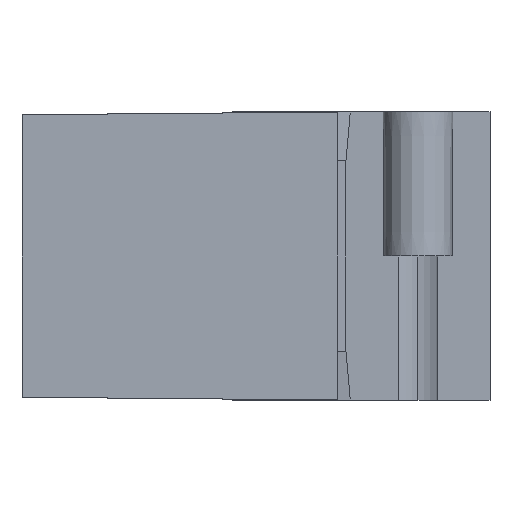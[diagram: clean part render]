
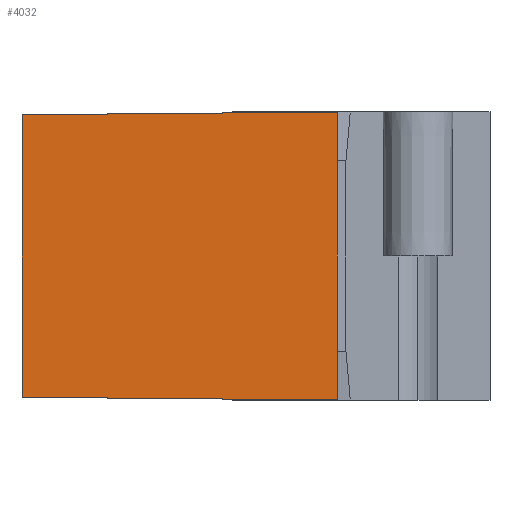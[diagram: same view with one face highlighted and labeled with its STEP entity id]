
A CAD part, left-side view. The second image highlights one B-rep face of the part: STEP entity #4032.
In plain terms, the highlighted face is planar.
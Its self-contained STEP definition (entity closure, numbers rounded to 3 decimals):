
#190 = CARTESIAN_POINT ( 'NONE',  ( 13.85, 0., 8. ) ) ;
#528 = DIRECTION ( 'NONE',  ( 0., 0., -1. ) ) ;
#897 = VERTEX_POINT ( 'NONE', #6859 ) ;
#898 = LINE ( 'NONE', #6024, #3528 ) ;
#1016 = VERTEX_POINT ( 'NONE', #190 ) ;
#1059 = VERTEX_POINT ( 'NONE', #4553 ) ;
#1166 = DIRECTION ( 'NONE',  ( -0.009, 1., 0. ) ) ;
#1283 = ORIENTED_EDGE ( 'NONE', *, *, #6001, .T. ) ;
#1533 = LINE ( 'NONE', #5485, #4929 ) ;
#1769 = FACE_OUTER_BOUND ( 'NONE', #2589, .T. ) ;
#1848 = EDGE_CURVE ( 'NONE', #1059, #897, #7343, .T. ) ;
#1902 = CARTESIAN_POINT ( 'NONE',  ( 13.85, 0., 8. ) ) ;
#2171 = CARTESIAN_POINT ( 'NONE',  ( 13.697, 17.5, 0. ) ) ;
#2427 = ORIENTED_EDGE ( 'NONE', *, *, #6421, .T. ) ;
#2589 = EDGE_LOOP ( 'NONE', ( #1283, #6814, #6399, #2427 ) ) ;
#3301 = VECTOR ( 'NONE', #4881, 1000. ) ;
#3528 = VECTOR ( 'NONE', #3549, 1000. ) ;
#3549 = DIRECTION ( 'NONE',  ( 0.009, -1., 0.009 ) ) ;
#3580 = CARTESIAN_POINT ( 'NONE',  ( 13.848, 0.242, -7.998 ) ) ;
#3748 = PLANE ( 'NONE',  #6100 ) ;
#4032 = ADVANCED_FACE ( 'NONE', ( #1769 ), #3748, .T. ) ;
#4035 = DIRECTION ( 'NONE',  ( 0., 0., -1. ) ) ;
#4553 = CARTESIAN_POINT ( 'NONE',  ( 13.697, 17.5, 7.847 ) ) ;
#4881 = DIRECTION ( 'NONE',  ( 0.009, -1., -0.009 ) ) ;
#4929 = VECTOR ( 'NONE', #528, 1000. ) ;
#5239 = LINE ( 'NONE', #3580, #3301 ) ;
#5485 = CARTESIAN_POINT ( 'NONE',  ( 13.85, 0., 8. ) ) ;
#5872 = VERTEX_POINT ( 'NONE', #7259 ) ;
#6001 = EDGE_CURVE ( 'NONE', #1016, #5872, #1533, .T. ) ;
#6024 = CARTESIAN_POINT ( 'NONE',  ( 13.85, 0., 8. ) ) ;
#6100 = AXIS2_PLACEMENT_3D ( 'NONE', #1902, #7422, #1166 ) ;
#6272 = VECTOR ( 'NONE', #4035, 1000. ) ;
#6399 = ORIENTED_EDGE ( 'NONE', *, *, #1848, .F. ) ;
#6421 = EDGE_CURVE ( 'NONE', #1059, #1016, #898, .T. ) ;
#6814 = ORIENTED_EDGE ( 'NONE', *, *, #7664, .F. ) ;
#6859 = CARTESIAN_POINT ( 'NONE',  ( 13.697, 17.5, -7.847 ) ) ;
#7259 = CARTESIAN_POINT ( 'NONE',  ( 13.85, 0., -8. ) ) ;
#7343 = LINE ( 'NONE', #2171, #6272 ) ;
#7422 = DIRECTION ( 'NONE',  ( 1., 0.009, 0. ) ) ;
#7664 = EDGE_CURVE ( 'NONE', #897, #5872, #5239, .T. ) ;
